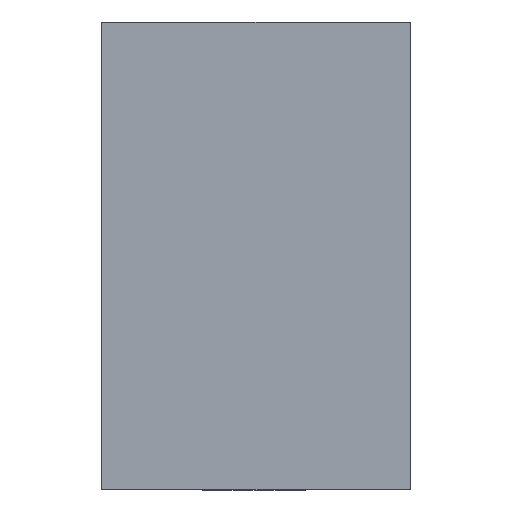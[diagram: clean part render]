
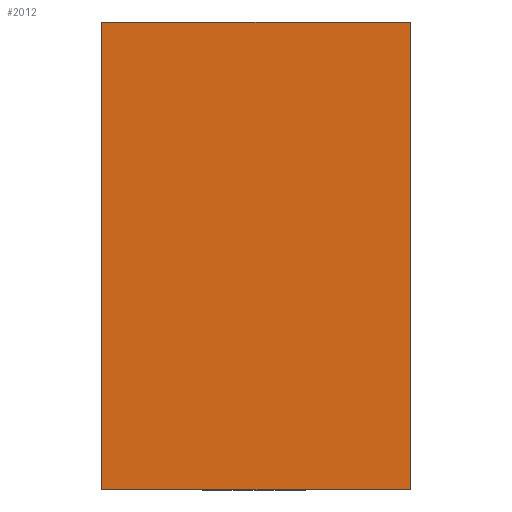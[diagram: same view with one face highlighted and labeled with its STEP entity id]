
A CAD part, front view. The second image highlights one B-rep face of the part: STEP entity #2012.
In plain terms, the highlighted planar face has unit normal (0, -1, 0).
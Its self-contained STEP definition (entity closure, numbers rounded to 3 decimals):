
#18=FACE_OUTER_BOUND('',#144,.T.);
#144=EDGE_LOOP('',(#1316,#1317,#1318,#1319));
#273=LINE('',#2831,#563);
#275=LINE('',#2837,#565);
#281=LINE('',#2848,#571);
#282=LINE('',#2849,#572);
#563=VECTOR('',#2284,10.);
#565=VECTOR('',#2288,10.);
#571=VECTOR('',#2296,10.);
#572=VECTOR('',#2297,10.);
#849=VERTEX_POINT('',#2822);
#853=VERTEX_POINT('',#2829);
#855=VERTEX_POINT('',#2834);
#856=VERTEX_POINT('',#2836);
#1018=EDGE_CURVE('',#853,#849,#273,.T.);
#1020=EDGE_CURVE('',#856,#855,#275,.T.);
#1026=EDGE_CURVE('',#855,#849,#281,.T.);
#1027=EDGE_CURVE('',#853,#856,#282,.T.);
#1316=ORIENTED_EDGE('',*,*,#1026,.T.);
#1317=ORIENTED_EDGE('',*,*,#1018,.F.);
#1318=ORIENTED_EDGE('',*,*,#1027,.T.);
#1319=ORIENTED_EDGE('',*,*,#1020,.T.);
#1886=PLANE('',#2152);
#2012=ADVANCED_FACE('',(#18),#1886,.T.);
#2152=AXIS2_PLACEMENT_3D('',#2847,#2294,#2295);
#2284=DIRECTION('',(0.,0.,-1.));
#2288=DIRECTION('',(0.,0.,-1.));
#2294=DIRECTION('center_axis',(0.,-1.,0.));
#2295=DIRECTION('ref_axis',(-1.,0.,0.));
#2296=DIRECTION('',(1.,0.,0.));
#2297=DIRECTION('',(-1.,0.,0.));
#2822=CARTESIAN_POINT('',(14.188,0.,0.));
#2829=CARTESIAN_POINT('',(14.188,0.,43.));
#2831=CARTESIAN_POINT('',(14.188,0.,43.));
#2834=CARTESIAN_POINT('',(-14.188,0.,0.));
#2836=CARTESIAN_POINT('',(-14.188,0.,43.));
#2837=CARTESIAN_POINT('',(-14.188,0.,43.));
#2847=CARTESIAN_POINT('Origin',(14.188,0.,43.));
#2848=CARTESIAN_POINT('',(65.417,0.,0.));
#2849=CARTESIAN_POINT('',(65.417,0.,43.));
